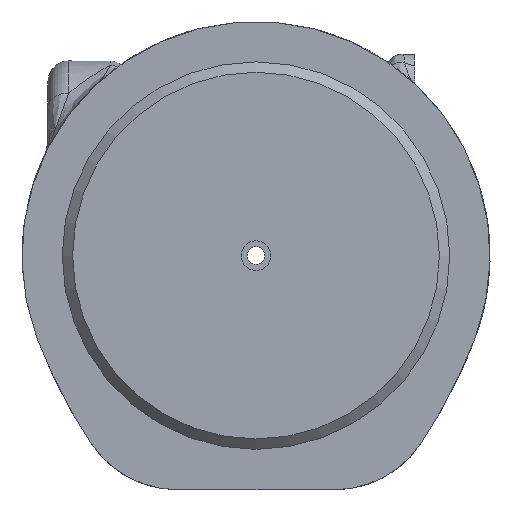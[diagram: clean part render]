
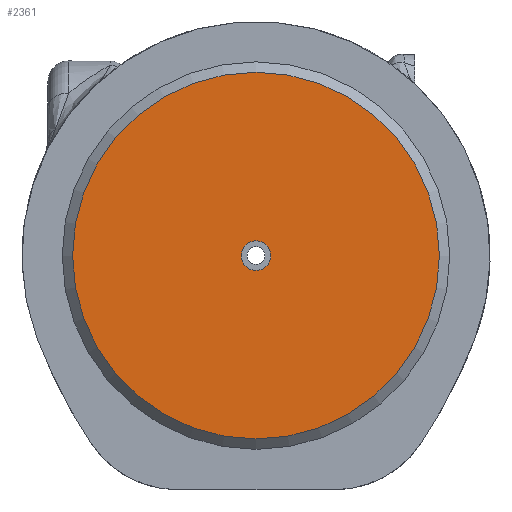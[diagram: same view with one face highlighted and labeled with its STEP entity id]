
A CAD part, front view. The second image highlights one B-rep face of the part: STEP entity #2361.
In plain terms, the highlighted planar face has unit normal (0, -1, 0).
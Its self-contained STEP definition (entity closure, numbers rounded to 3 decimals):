
#22=FACE_BOUND('',#642,.T.);
#40=PLANE('',#2568);
#501=FACE_OUTER_BOUND('',#641,.T.);
#641=EDGE_LOOP('',(#1882));
#642=EDGE_LOOP('',(#1883,#1884));
#873=CIRCLE('',#2562,35.25);
#878=CIRCLE('',#2569,2.85);
#879=CIRCLE('',#2570,2.85);
#1069=VERTEX_POINT('',#5012);
#1074=VERTEX_POINT('',#5026);
#1075=VERTEX_POINT('',#5027);
#1370=EDGE_CURVE('',#1069,#1069,#873,.T.);
#1377=EDGE_CURVE('',#1074,#1075,#878,.T.);
#1378=EDGE_CURVE('',#1075,#1074,#879,.T.);
#1882=ORIENTED_EDGE('',*,*,#1370,.F.);
#1883=ORIENTED_EDGE('',*,*,#1377,.T.);
#1884=ORIENTED_EDGE('',*,*,#1378,.T.);
#2361=ADVANCED_FACE('',(#501,#22),#40,.T.);
#2562=AXIS2_PLACEMENT_3D('',#5013,#2960,#2961);
#2568=AXIS2_PLACEMENT_3D('',#5025,#2974,#2975);
#2569=AXIS2_PLACEMENT_3D('',#5028,#2976,#2977);
#2570=AXIS2_PLACEMENT_3D('',#5029,#2978,#2979);
#2960=DIRECTION('center_axis',(0.,1.,0.));
#2961=DIRECTION('ref_axis',(-1.,0.,0.));
#2974=DIRECTION('center_axis',(0.,-1.,0.));
#2975=DIRECTION('ref_axis',(0.,0.,-1.));
#2976=DIRECTION('center_axis',(0.,1.,0.));
#2977=DIRECTION('ref_axis',(1.,0.,0.));
#2978=DIRECTION('center_axis',(0.,1.,0.));
#2979=DIRECTION('ref_axis',(1.,0.,0.));
#5012=CARTESIAN_POINT('',(35.25,-10.,0.));
#5013=CARTESIAN_POINT('Origin',(0.,-10.,0.));
#5025=CARTESIAN_POINT('Origin',(0.,-10.,0.));
#5026=CARTESIAN_POINT('',(2.85,-10.,0.));
#5027=CARTESIAN_POINT('',(-2.85,-10.,0.));
#5028=CARTESIAN_POINT('Origin',(0.,-10.,0.));
#5029=CARTESIAN_POINT('Origin',(0.,-10.,0.));
